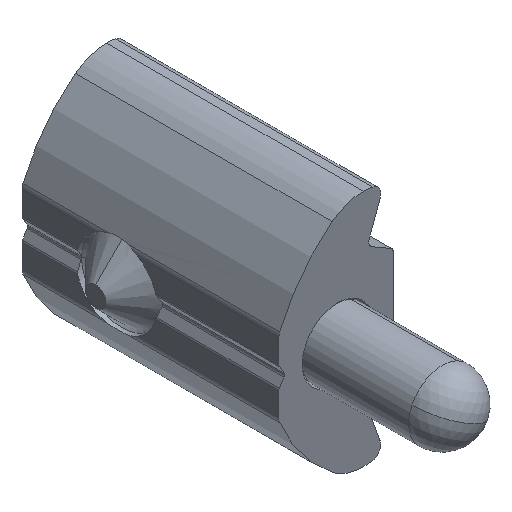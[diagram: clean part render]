
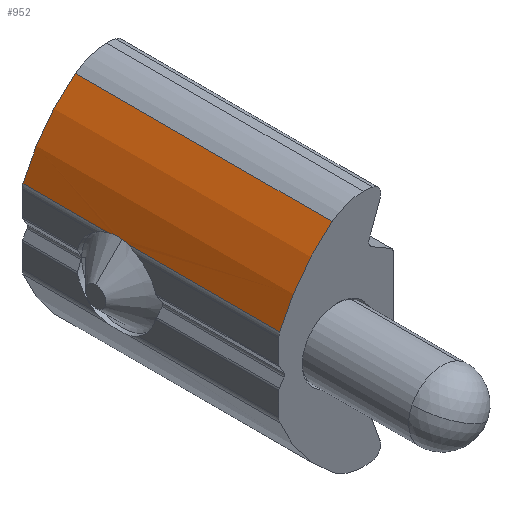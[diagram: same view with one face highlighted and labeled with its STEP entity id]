
A CAD part, isometric view. The second image highlights one B-rep face of the part: STEP entity #952.
In plain terms, the highlighted cylindrical face has radius 12.4 mm (diameter 24.8 mm), a partial arc.
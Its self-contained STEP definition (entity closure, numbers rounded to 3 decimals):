
#73 = AXIS2_PLACEMENT_3D ( 'NONE', #1195, #3153, #2603 ) ;
#145 = ORIENTED_EDGE ( 'NONE', *, *, #3499, .F. ) ;
#286 = LINE ( 'NONE', #790, #3237 ) ;
#322 = EDGE_CURVE ( 'NONE', #1537, #2573, #3372, .T. ) ;
#341 = DIRECTION ( 'NONE',  ( 0., 1., 0. ) ) ;
#626 = CARTESIAN_POINT ( 'NONE',  ( -8.377, -6.271, 2.91 ) ) ;
#631 = CARTESIAN_POINT ( 'NONE',  ( -8.377, -7.729, 2.91 ) ) ;
#711 = CARTESIAN_POINT ( 'NONE',  ( -8.377, -7.729, 2.91 ) ) ;
#728 = CARTESIAN_POINT ( 'NONE',  ( 3.114, -19., -1.75 ) ) ;
#790 = CARTESIAN_POINT ( 'NONE',  ( -8.377, -19., 2.91 ) ) ;
#881 = ORIENTED_EDGE ( 'NONE', *, *, #1041, .T. ) ;
#923 = CARTESIAN_POINT ( 'NONE',  ( -4.504, -19., 8.034 ) ) ;
#952 = ADVANCED_FACE ( 'NONE', ( #3079 ), #2560, .T. ) ;
#1041 = EDGE_CURVE ( 'NONE', #2304, #1537, #2778, .T. ) ;
#1046 = AXIS2_PLACEMENT_3D ( 'NONE', #728, #3406, #2391 ) ;
#1096 = CARTESIAN_POINT ( 'NONE',  ( -4.504, 0., 8.034 ) ) ;
#1195 = CARTESIAN_POINT ( 'NONE',  ( 3.114, 0., -1.75 ) ) ;
#1265 = CARTESIAN_POINT ( 'NONE',  ( -4.504, -19., 8.034 ) ) ;
#1306 = EDGE_CURVE ( 'NONE', #2683, #3029, #2808, .T. ) ;
#1520 = DIRECTION ( 'NONE',  ( 0., 0., 1. ) ) ;
#1537 = VERTEX_POINT ( 'NONE', #923 ) ;
#1572 = ORIENTED_EDGE ( 'NONE', *, *, #2849, .F. ) ;
#1615 = VERTEX_POINT ( 'NONE', #711 ) ;
#1757 = CARTESIAN_POINT ( 'NONE',  ( -8.377, -19., 2.91 ) ) ;
#1889 = CARTESIAN_POINT ( 'NONE',  ( -8.377, -19., 2.91 ) ) ;
#1929 = VECTOR ( 'NONE', #341, 1000. ) ;
#2047 = VECTOR ( 'NONE', #2106, 1000. ) ;
#2106 = DIRECTION ( 'NONE',  ( 0., 1., 0. ) ) ;
#2140 = EDGE_LOOP ( 'NONE', ( #2649, #1572, #881, #2593, #145, #3311 ) ) ;
#2175 = CIRCLE ( 'NONE', #73, 12.4 ) ;
#2195 = DIRECTION ( 'NONE',  ( 0., 1., 0. ) ) ;
#2257 = CARTESIAN_POINT ( 'NONE',  ( -8.34, -6.758, 3. ) ) ;
#2304 = VERTEX_POINT ( 'NONE', #1889 ) ;
#2391 = DIRECTION ( 'NONE',  ( 0., 0., -1. ) ) ;
#2560 = CYLINDRICAL_SURFACE ( 'NONE', #3275, 12.4 ) ;
#2573 = VERTEX_POINT ( 'NONE', #1096 ) ;
#2593 = ORIENTED_EDGE ( 'NONE', *, *, #322, .T. ) ;
#2603 = DIRECTION ( 'NONE',  ( 0., 0., -1. ) ) ;
#2639 = DIRECTION ( 'NONE',  ( 0., 1., 0. ) ) ;
#2649 = ORIENTED_EDGE ( 'NONE', *, *, #3156, .F. ) ;
#2683 = VERTEX_POINT ( 'NONE', #626 ) ;
#2778 = CIRCLE ( 'NONE', #1046, 12.4 ) ;
#2797 = CARTESIAN_POINT ( 'NONE',  ( -8.352, -6.51, 2.97 ) ) ;
#2808 = LINE ( 'NONE', #1757, #1929 ) ;
#2849 = EDGE_CURVE ( 'NONE', #2304, #1615, #286, .T. ) ;
#3029 = VERTEX_POINT ( 'NONE', #3072 ) ;
#3072 = CARTESIAN_POINT ( 'NONE',  ( -8.377, 0., 2.91 ) ) ;
#3073 = CARTESIAN_POINT ( 'NONE',  ( -8.352, -7.49, 2.97 ) ) ;
#3079 = FACE_OUTER_BOUND ( 'NONE', #2140, .T. ) ;
#3089 = CARTESIAN_POINT ( 'NONE',  ( -8.34, -7.248, 3. ) ) ;
#3153 = DIRECTION ( 'NONE',  ( 0., 1., 0. ) ) ;
#3156 = EDGE_CURVE ( 'NONE', #1615, #2683, #3456, .T. ) ;
#3237 = VECTOR ( 'NONE', #2195, 1000. ) ;
#3275 = AXIS2_PLACEMENT_3D ( 'NONE', #3419, #2639, #1520 ) ;
#3311 = ORIENTED_EDGE ( 'NONE', *, *, #1306, .F. ) ;
#3372 = LINE ( 'NONE', #1265, #2047 ) ;
#3385 = CARTESIAN_POINT ( 'NONE',  ( -8.377, -6.271, 2.91 ) ) ;
#3406 = DIRECTION ( 'NONE',  ( 0., 1., 0. ) ) ;
#3419 = CARTESIAN_POINT ( 'NONE',  ( 3.114, -19., -1.75 ) ) ;
#3456 = B_SPLINE_CURVE_WITH_KNOTS ( 'NONE', 3,
 ( #631, #3073, #3089, #2257, #2797, #3385 ),
 .UNSPECIFIED., .F., .F.,
 ( 4, 2, 4 ),
 ( 0., 0.001, 0.001 ),
 .UNSPECIFIED. ) ;
#3499 = EDGE_CURVE ( 'NONE', #3029, #2573, #2175, .T. ) ;
